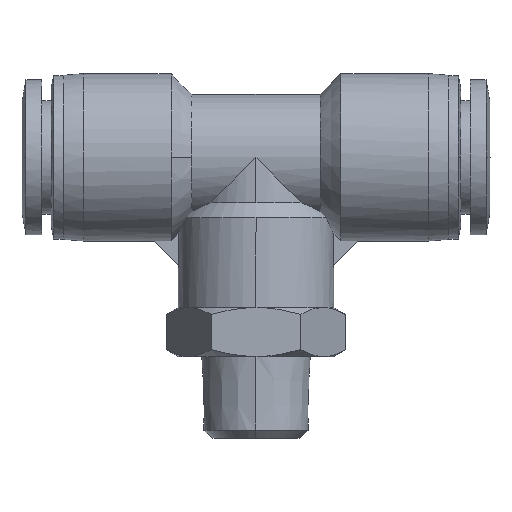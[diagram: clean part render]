
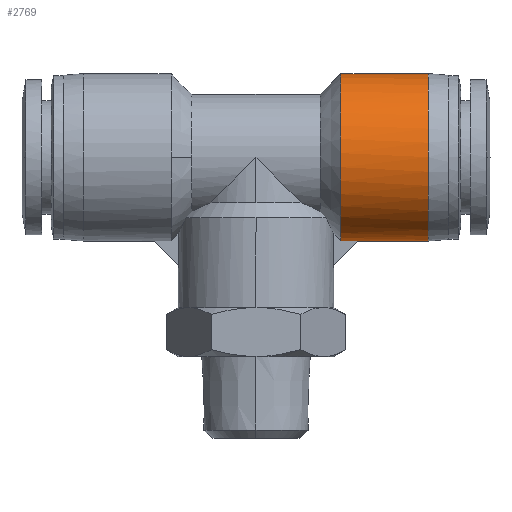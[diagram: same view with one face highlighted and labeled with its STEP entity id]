
A CAD part, top view. The second image highlights one B-rep face of the part: STEP entity #2769.
In plain terms, the highlighted cylindrical face has radius 10.25 mm (diameter 20.5 mm), a partial arc.
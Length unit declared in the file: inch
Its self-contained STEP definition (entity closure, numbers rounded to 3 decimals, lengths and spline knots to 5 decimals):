
#122 = DIRECTION ( 'NONE',  ( 1., 0., 0. ) ) ;
#131 = B_SPLINE_CURVE_WITH_KNOTS ( 'NONE', 3,
 ( #3613, #652, #4794, #1233 ),
 .UNSPECIFIED., .F., .F.,
 ( 4, 4 ),
 ( 0.5, 1. ),
 .UNSPECIFIED. ) ;
#302 = EDGE_CURVE ( 'NONE', #1945, #1875, #4606, .T. ) ;
#319 = LINE ( 'NONE', #600, #6245 ) ;
#341 = DIRECTION ( 'NONE',  ( -1., 0., 0. ) ) ;
#454 = CARTESIAN_POINT ( 'NONE',  ( 0.83071, 0.72441, 0. ) ) ;
#490 = CARTESIAN_POINT ( 'NONE',  ( 0.40214, 0.32279, 0.03937 ) ) ;
#600 = CARTESIAN_POINT ( 'NONE',  ( 0.62008, 1.12795, 0. ) ) ;
#652 = CARTESIAN_POINT ( 'NONE',  ( 0.49212, 0.32086, 0.01312 ) ) ;
#816 = VERTEX_POINT ( 'NONE', #1770 ) ;
#1084 = CARTESIAN_POINT ( 'NONE',  ( 0.40945, 0.32279, 0.03937 ) ) ;
#1176 = DIRECTION ( 'NONE',  ( 1., 0., 0. ) ) ;
#1178 = LINE ( 'NONE', #490, #7329 ) ;
#1233 = CARTESIAN_POINT ( 'NONE',  ( 0.49405, 0.32279, 0.03937 ) ) ;
#1425 = FACE_OUTER_BOUND ( 'NONE', #2490, .T. ) ;
#1736 = EDGE_CURVE ( 'NONE', #2414, #816, #7108, .T. ) ;
#1770 = CARTESIAN_POINT ( 'NONE',  ( 0.40945, 1.12795, 0. ) ) ;
#1875 = VERTEX_POINT ( 'NONE', #4225 ) ;
#1945 = VERTEX_POINT ( 'NONE', #5583 ) ;
#1963 = VERTEX_POINT ( 'NONE', #3905 ) ;
#2039 = VERTEX_POINT ( 'NONE', #4492 ) ;
#2040 = EDGE_CURVE ( 'NONE', #1963, #1945, #5319, .T. ) ;
#2414 = VERTEX_POINT ( 'NONE', #1084 ) ;
#2490 = EDGE_LOOP ( 'NONE', ( #4720, #5318, #5396, #6760, #6898, #2890 ) ) ;
#2769 = ADVANCED_FACE ( 'NONE', ( #1425 ), #5995, .T. ) ;
#2890 = ORIENTED_EDGE ( 'NONE', *, *, #3650, .F. ) ;
#3009 = CARTESIAN_POINT ( 'NONE',  ( 0.40945, 0.72441, 0. ) ) ;
#3613 = CARTESIAN_POINT ( 'NONE',  ( 0.49212, 0.32086, 0. ) ) ;
#3614 = DIRECTION ( 'NONE',  ( 0., 1., 0. ) ) ;
#3650 = EDGE_CURVE ( 'NONE', #2039, #2414, #1178, .T. ) ;
#3673 = CARTESIAN_POINT ( 'NONE',  ( 0.62008, 0.72441, 0. ) ) ;
#3905 = CARTESIAN_POINT ( 'NONE',  ( 0.49212, 0.32086, 0. ) ) ;
#4179 = EDGE_CURVE ( 'NONE', #1963, #2039, #131, .T. ) ;
#4225 = CARTESIAN_POINT ( 'NONE',  ( 0.83071, 1.12795, 0. ) ) ;
#4332 = AXIS2_PLACEMENT_3D ( 'NONE', #3009, #7175, #3614 ) ;
#4492 = CARTESIAN_POINT ( 'NONE',  ( 0.49405, 0.32279, 0.03937 ) ) ;
#4606 = CIRCLE ( 'NONE', #6679, 0.40354 ) ;
#4720 = ORIENTED_EDGE ( 'NONE', *, *, #4179, .F. ) ;
#4794 = CARTESIAN_POINT ( 'NONE',  ( 0.49276, 0.3215, 0.02625 ) ) ;
#5058 = EDGE_CURVE ( 'NONE', #816, #1875, #319, .T. ) ;
#5318 = ORIENTED_EDGE ( 'NONE', *, *, #2040, .T. ) ;
#5319 = LINE ( 'NONE', #6281, #5331 ) ;
#5331 = VECTOR ( 'NONE', #7486, 39.37008 ) ;
#5396 = ORIENTED_EDGE ( 'NONE', *, *, #302, .T. ) ;
#5583 = CARTESIAN_POINT ( 'NONE',  ( 0.83071, 0.32087, 0. ) ) ;
#5995 = CYLINDRICAL_SURFACE ( 'NONE', #6604, 0.40354 ) ;
#6245 = VECTOR ( 'NONE', #1176, 39.37008 ) ;
#6281 = CARTESIAN_POINT ( 'NONE',  ( 0.62008, 0.32087, 0. ) ) ;
#6604 = AXIS2_PLACEMENT_3D ( 'NONE', #3673, #122, #6649 ) ;
#6649 = DIRECTION ( 'NONE',  ( 0., 1., 0. ) ) ;
#6679 = AXIS2_PLACEMENT_3D ( 'NONE', #454, #341, #6873 ) ;
#6760 = ORIENTED_EDGE ( 'NONE', *, *, #5058, .F. ) ;
#6873 = DIRECTION ( 'NONE',  ( 0., 1., 0. ) ) ;
#6898 = ORIENTED_EDGE ( 'NONE', *, *, #1736, .F. ) ;
#7108 = CIRCLE ( 'NONE', #4332, 0.40354 ) ;
#7175 = DIRECTION ( 'NONE',  ( -1., 0., 0. ) ) ;
#7329 = VECTOR ( 'NONE', #7595, 39.37008 ) ;
#7486 = DIRECTION ( 'NONE',  ( 1., 0., 0. ) ) ;
#7595 = DIRECTION ( 'NONE',  ( -1., 0., 0. ) ) ;
